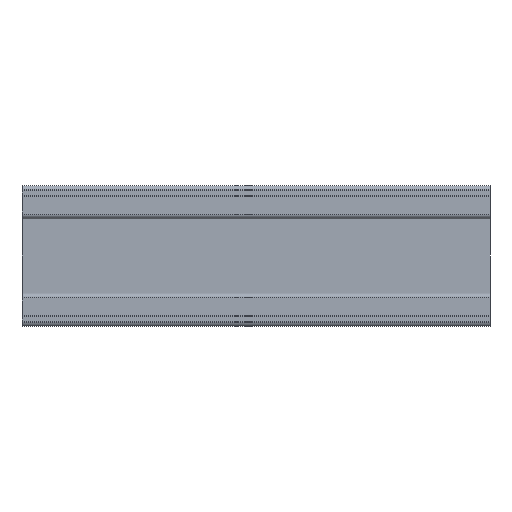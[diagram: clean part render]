
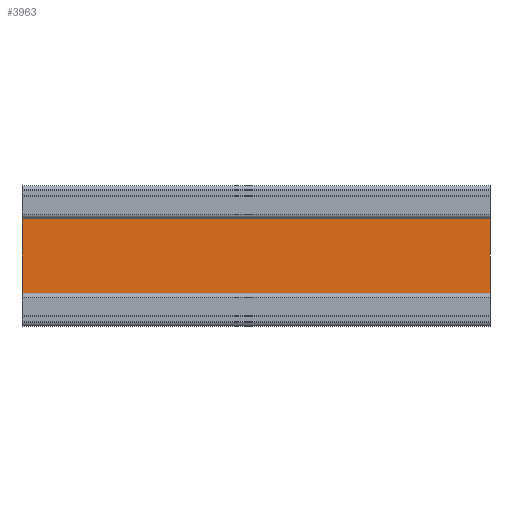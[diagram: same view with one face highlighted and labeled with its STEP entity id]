
A CAD part, front view. The second image highlights one B-rep face of the part: STEP entity #3963.
In plain terms, the highlighted planar face has unit normal (0, -1, 0).
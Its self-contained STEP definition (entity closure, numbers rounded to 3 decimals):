
#98 = DIRECTION ( 'NONE',  ( 0., -1., 0. ) ) ;
#278 = ORIENTED_EDGE ( 'NONE', *, *, #4154, .F. ) ;
#381 = CARTESIAN_POINT ( 'NONE',  ( -100., 21.496, 7.95 ) ) ;
#411 = VERTEX_POINT ( 'NONE', #502 ) ;
#456 = AXIS2_PLACEMENT_3D ( 'NONE', #381, #98, #1093 ) ;
#502 = CARTESIAN_POINT ( 'NONE',  ( -100., 21.496, -7.95 ) ) ;
#623 = LINE ( 'NONE', #3383, #2402 ) ;
#695 = ORIENTED_EDGE ( 'NONE', *, *, #2992, .F. ) ;
#712 = FACE_OUTER_BOUND ( 'NONE', #3451, .T. ) ;
#718 = DIRECTION ( 'NONE',  ( 0., 0., -1. ) ) ;
#810 = CARTESIAN_POINT ( 'NONE',  ( 0., 21.496, 7.95 ) ) ;
#998 = VERTEX_POINT ( 'NONE', #810 ) ;
#1093 = DIRECTION ( 'NONE',  ( 0., 0., -1. ) ) ;
#1264 = EDGE_CURVE ( 'NONE', #1288, #411, #3136, .T. ) ;
#1288 = VERTEX_POINT ( 'NONE', #4119 ) ;
#1310 = ORIENTED_EDGE ( 'NONE', *, *, #1607, .T. ) ;
#1358 = CARTESIAN_POINT ( 'NONE',  ( -100., 21.496, 7.95 ) ) ;
#1402 = PLANE ( 'NONE',  #456 ) ;
#1445 = CARTESIAN_POINT ( 'NONE',  ( -100., 21.496, -7.95 ) ) ;
#1589 = CARTESIAN_POINT ( 'NONE',  ( 0., 21.496, -7.95 ) ) ;
#1607 = EDGE_CURVE ( 'NONE', #411, #3768, #1778, .T. ) ;
#1721 = LINE ( 'NONE', #2894, #3695 ) ;
#1765 = VECTOR ( 'NONE', #718, 1000. ) ;
#1778 = LINE ( 'NONE', #1445, #1837 ) ;
#1837 = VECTOR ( 'NONE', #2845, 1000. ) ;
#2402 = VECTOR ( 'NONE', #4421, 1000. ) ;
#2406 = ORIENTED_EDGE ( 'NONE', *, *, #1264, .T. ) ;
#2845 = DIRECTION ( 'NONE',  ( 1., 0., 0. ) ) ;
#2894 = CARTESIAN_POINT ( 'NONE',  ( 0., 21.496, 7.95 ) ) ;
#2992 = EDGE_CURVE ( 'NONE', #998, #3768, #1721, .T. ) ;
#3136 = LINE ( 'NONE', #1358, #1765 ) ;
#3383 = CARTESIAN_POINT ( 'NONE',  ( -100., 21.496, 7.95 ) ) ;
#3451 = EDGE_LOOP ( 'NONE', ( #695, #278, #2406, #1310 ) ) ;
#3695 = VECTOR ( 'NONE', #4265, 1000. ) ;
#3768 = VERTEX_POINT ( 'NONE', #1589 ) ;
#3963 = ADVANCED_FACE ( 'NONE', ( #712 ), #1402, .T. ) ;
#4119 = CARTESIAN_POINT ( 'NONE',  ( -100., 21.496, 7.95 ) ) ;
#4154 = EDGE_CURVE ( 'NONE', #1288, #998, #623, .T. ) ;
#4265 = DIRECTION ( 'NONE',  ( 0., 0., -1. ) ) ;
#4421 = DIRECTION ( 'NONE',  ( 1., 0., 0. ) ) ;
